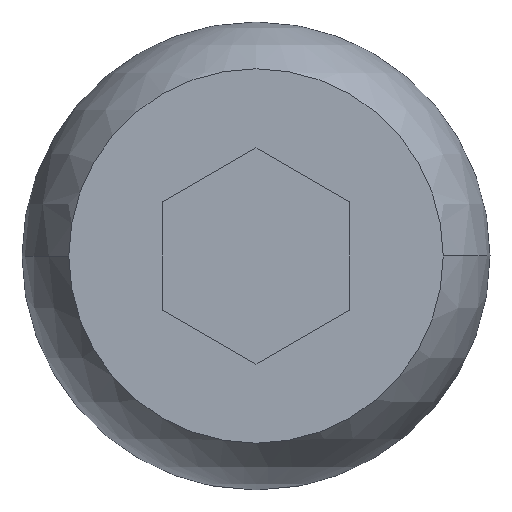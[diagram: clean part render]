
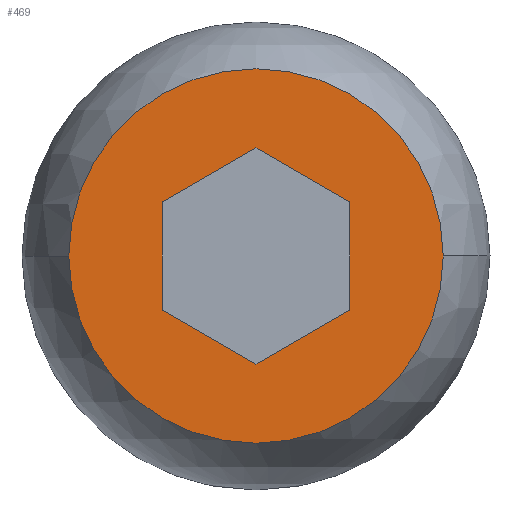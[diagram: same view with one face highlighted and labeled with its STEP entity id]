
A CAD part, left-side view. The second image highlights one B-rep face of the part: STEP entity #469.
In plain terms, the highlighted planar face has unit normal (-1, 0, 0).
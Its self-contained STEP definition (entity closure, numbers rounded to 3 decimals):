
#11 = DIRECTION ( 'NONE',  ( 0., 1., 0. ) ) ;
#12 = EDGE_LOOP ( 'NONE', ( #409, #265 ) ) ;
#14 = CARTESIAN_POINT ( 'NONE',  ( 0., 2., 1.155 ) ) ;
#15 = DIRECTION ( 'NONE',  ( 0., 0.866, 0.5 ) ) ;
#17 = VERTEX_POINT ( 'NONE', #548 ) ;
#23 = LINE ( 'NONE', #172, #45 ) ;
#25 = CARTESIAN_POINT ( 'NONE',  ( 0., 2., -1.155 ) ) ;
#28 = DIRECTION ( 'NONE',  ( 1., 0., 0. ) ) ;
#32 = VERTEX_POINT ( 'NONE', #47 ) ;
#42 = EDGE_CURVE ( 'NONE', #32, #17, #249, .T. ) ;
#45 = VECTOR ( 'NONE', #109, 1000. ) ;
#47 = CARTESIAN_POINT ( 'NONE',  ( 0., -2., -1.155 ) ) ;
#52 = AXIS2_PLACEMENT_3D ( 'NONE', #214, #541, #11 ) ;
#60 = DIRECTION ( 'NONE',  ( -1., 0., 0. ) ) ;
#109 = DIRECTION ( 'NONE',  ( 0., -0.866, 0.5 ) ) ;
#138 = VECTOR ( 'NONE', #15, 1000. ) ;
#157 = DIRECTION ( 'NONE',  ( 0., 0., 1. ) ) ;
#160 = LINE ( 'NONE', #14, #423 ) ;
#172 = CARTESIAN_POINT ( 'NONE',  ( 0., 0., -2.309 ) ) ;
#173 = DIRECTION ( 'NONE',  ( 0., -1., 0. ) ) ;
#175 = EDGE_LOOP ( 'NONE', ( #290, #254, #484, #230, #239, #440 ) ) ;
#189 = EDGE_CURVE ( 'NONE', #275, #414, #247, .T. ) ;
#197 = EDGE_CURVE ( 'NONE', #512, #32, #23, .T. ) ;
#200 = VECTOR ( 'NONE', #270, 1000. ) ;
#214 = CARTESIAN_POINT ( 'NONE',  ( 0., 0., 0. ) ) ;
#230 = ORIENTED_EDGE ( 'NONE', *, *, #197, .F. ) ;
#236 = VERTEX_POINT ( 'NONE', #425 ) ;
#238 = CARTESIAN_POINT ( 'NONE',  ( 0., 0., 2.309 ) ) ;
#239 = ORIENTED_EDGE ( 'NONE', *, *, #418, .F. ) ;
#247 = CIRCLE ( 'NONE', #619, 4. ) ;
#249 = LINE ( 'NONE', #360, #618 ) ;
#254 = ORIENTED_EDGE ( 'NONE', *, *, #436, .F. ) ;
#263 = CARTESIAN_POINT ( 'NONE',  ( 0., 0., 0. ) ) ;
#265 = ORIENTED_EDGE ( 'NONE', *, *, #189, .F. ) ;
#266 = DIRECTION ( 'NONE',  ( 0., 1., 0. ) ) ;
#270 = DIRECTION ( 'NONE',  ( 0., 0.866, -0.5 ) ) ;
#274 = CARTESIAN_POINT ( 'NONE',  ( 0., 4., 0. ) ) ;
#275 = VERTEX_POINT ( 'NONE', #523 ) ;
#285 = CARTESIAN_POINT ( 'NONE',  ( 0., -2., 1.155 ) ) ;
#290 = ORIENTED_EDGE ( 'NONE', *, *, #650, .F. ) ;
#301 = AXIS2_PLACEMENT_3D ( 'NONE', #584, #60, #173 ) ;
#305 = VERTEX_POINT ( 'NONE', #429 ) ;
#360 = CARTESIAN_POINT ( 'NONE',  ( 0., -2., -1.155 ) ) ;
#368 = FACE_BOUND ( 'NONE', #175, .T. ) ;
#374 = LINE ( 'NONE', #285, #138 ) ;
#409 = ORIENTED_EDGE ( 'NONE', *, *, #539, .F. ) ;
#414 = VERTEX_POINT ( 'NONE', #274 ) ;
#418 = EDGE_CURVE ( 'NONE', #236, #512, #483, .T. ) ;
#423 = VECTOR ( 'NONE', #535, 1000. ) ;
#425 = CARTESIAN_POINT ( 'NONE',  ( 0., 2., -1.155 ) ) ;
#429 = CARTESIAN_POINT ( 'NONE',  ( 0., 0., 2.309 ) ) ;
#436 = EDGE_CURVE ( 'NONE', #17, #305, #374, .T. ) ;
#440 = ORIENTED_EDGE ( 'NONE', *, *, #595, .F. ) ;
#456 = VERTEX_POINT ( 'NONE', #652 ) ;
#469 = ADVANCED_FACE ( 'NONE', ( #368, #642 ), #636, .T. ) ;
#478 = DIRECTION ( 'NONE',  ( 0., -0.866, -0.5 ) ) ;
#483 = LINE ( 'NONE', #25, #553 ) ;
#484 = ORIENTED_EDGE ( 'NONE', *, *, #42, .F. ) ;
#512 = VERTEX_POINT ( 'NONE', #571 ) ;
#516 = CIRCLE ( 'NONE', #52, 4. ) ;
#523 = CARTESIAN_POINT ( 'NONE',  ( 0., -4., 0. ) ) ;
#535 = DIRECTION ( 'NONE',  ( 0., 0., -1. ) ) ;
#539 = EDGE_CURVE ( 'NONE', #414, #275, #516, .T. ) ;
#541 = DIRECTION ( 'NONE',  ( 1., 0., 0. ) ) ;
#546 = LINE ( 'NONE', #238, #200 ) ;
#548 = CARTESIAN_POINT ( 'NONE',  ( 0., -2., 1.155 ) ) ;
#553 = VECTOR ( 'NONE', #478, 1000. ) ;
#571 = CARTESIAN_POINT ( 'NONE',  ( 0., 0., -2.309 ) ) ;
#584 = CARTESIAN_POINT ( 'NONE',  ( 0., 0., 0. ) ) ;
#595 = EDGE_CURVE ( 'NONE', #456, #236, #160, .T. ) ;
#618 = VECTOR ( 'NONE', #157, 1000. ) ;
#619 = AXIS2_PLACEMENT_3D ( 'NONE', #263, #28, #266 ) ;
#636 = PLANE ( 'NONE',  #301 ) ;
#642 = FACE_OUTER_BOUND ( 'NONE', #12, .T. ) ;
#650 = EDGE_CURVE ( 'NONE', #305, #456, #546, .T. ) ;
#652 = CARTESIAN_POINT ( 'NONE',  ( 0., 2., 1.155 ) ) ;
